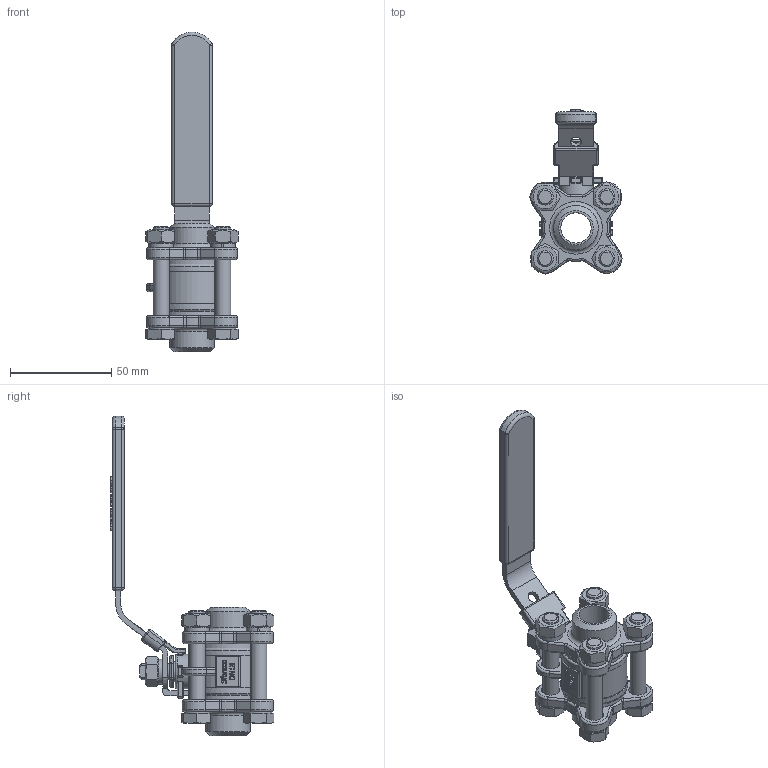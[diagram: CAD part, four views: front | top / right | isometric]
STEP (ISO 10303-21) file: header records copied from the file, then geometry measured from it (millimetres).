
FILE_DESCRIPTION(/* description */ ('791015'),/* implementation_level */ '2;1');
FILE_NAME(/* name */ '791015.stp',/* time_stamp */ '2019-10-01T14:30:02+02:00',/* author */ ('jmorand'),/* organization */ ('Sferaco'),/* preprocessor_version */ 'ST-DEVELOPER v18',/* originating_system */ 'Autodesk Inventor 2020',/* authorisation */ '');
FILE_SCHEMA (('AUTOMOTIVE_DESIGN { 1 0 10303 214 3 1 1 }'));
Length unit declared in the file: millimetre
Products named in the file (1): 791015C_ens_Shrinkwrap_1
Bounding box: 45.42 x 80.71 x 157.65 mm (x, y, z)
Volume: 71552.8 mm3; surface area: 46023.9 mm2
Topology: 22 solids, 22 shells, 1206 faces, 3012 edges, 1894 vertices
Faces by surface type: plane 496, bspline 285, cylinder 245, torus 102, cone 52, sphere 26
Full cylindrical faces by diameter (mm): 5.5 x1, 6.647 x5, 8 x6, 8.376 x1, 9 x9, 10 x1, 13 x4, 15 x3, 22 x2, 31 x2, 33 x2
Entity records: 40141 total; most frequent: CARTESIAN_POINT 11920, ORIENTED_EDGE 6016, DIRECTION 4874, EDGE_CURVE 3008, VERTEX_POINT 1894, AXIS2_PLACEMENT_3D 1690, LINE 1494, VECTOR 1494
